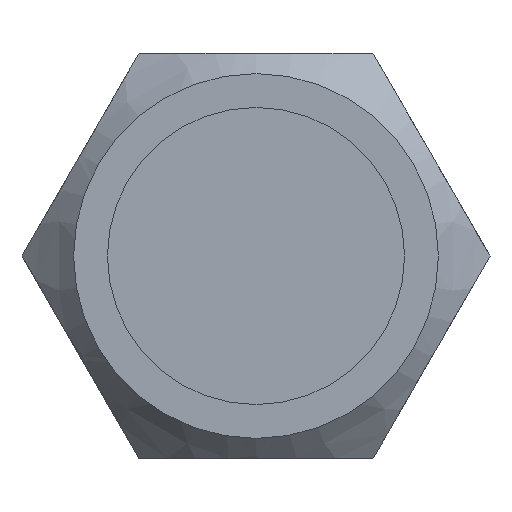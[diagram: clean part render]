
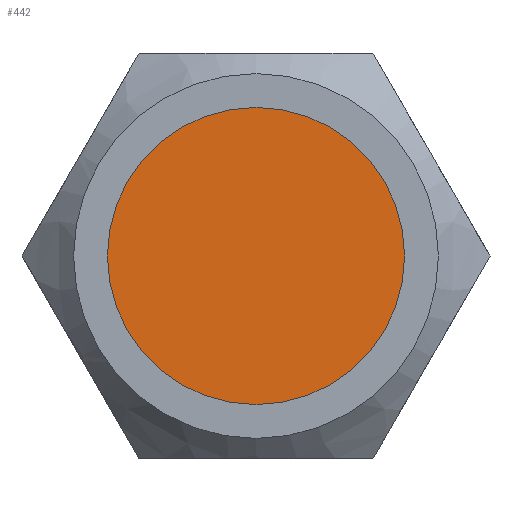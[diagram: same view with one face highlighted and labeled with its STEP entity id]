
A CAD part, front view. The second image highlights one B-rep face of the part: STEP entity #442.
In plain terms, the highlighted planar face has unit normal (0, -1, 0).
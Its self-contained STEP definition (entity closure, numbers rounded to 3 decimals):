
#123=ORIENTED_EDGE('',*,*,#154,.F.);
#154=EDGE_CURVE('',#179,#179,#192,.T.);
#179=VERTEX_POINT('',#862);
#192=CIRCLE('',#480,11.);
#226=EDGE_LOOP('',(#123));
#260=FACE_BOUND('',#226,.T.);
#271=PLANE('',#481);
#442=ADVANCED_FACE('',(#260),#271,.F.);
#480=AXIS2_PLACEMENT_3D('',#861,#560,#561);
#481=AXIS2_PLACEMENT_3D('',#863,#562,#563);
#560=DIRECTION('',(0.,1.,0.));
#561=DIRECTION('',(1.,0.,0.));
#562=DIRECTION('',(0.,1.,0.));
#563=DIRECTION('',(0.,0.,1.));
#861=CARTESIAN_POINT('',(0.,-19.75,0.));
#862=CARTESIAN_POINT('',(11.,-19.75,0.));
#863=CARTESIAN_POINT('',(0.,-19.75,0.));
